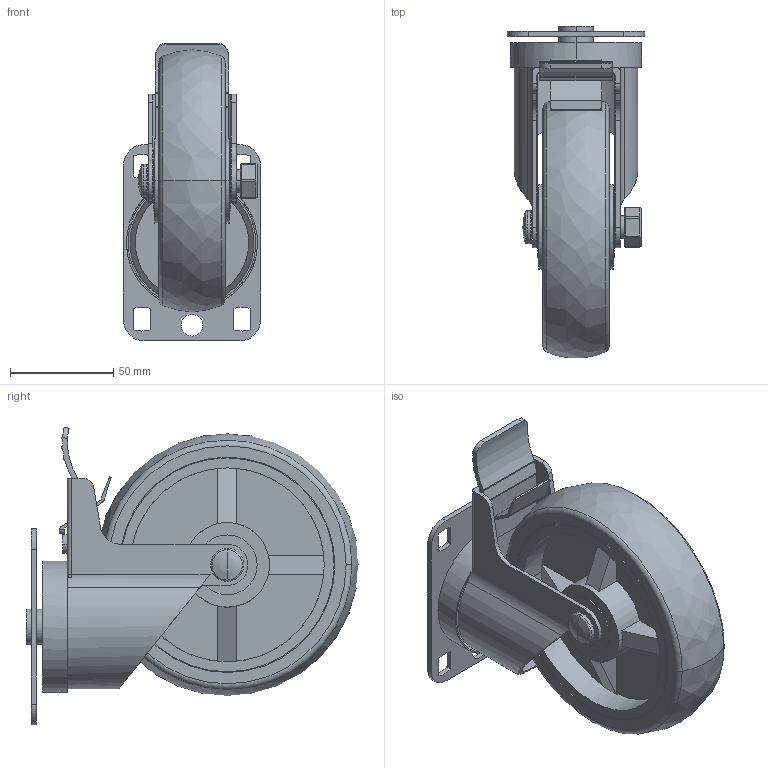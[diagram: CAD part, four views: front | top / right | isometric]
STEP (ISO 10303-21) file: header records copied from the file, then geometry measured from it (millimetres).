
FILE_DESCRIPTION(/* description */ (''),/* implementation_level */ '2;1');
FILE_NAME(/* name */ '31D-SPD5-1.stp',/* time_stamp */ '2022-07-21T10:14:05-04:00',/* author */ ('aorselli'),/* organization */ (''),/* preprocessor_version */ 'ST-DEVELOPER v18.1',/* originating_system */ 'AutoCAD Mechanical',/* authorisation */ '');
FILE_SCHEMA (('AUTOMOTIVE_DESIGN { 1 0 10303 214 3 1 1 }'));
Length unit declared in the file: millimetre
Products named in the file (1): 31D-SPD5-1
Bounding box: 66.5 x 160.87 x 144.18 mm (x, y, z)
Volume: 300479.1 mm3; surface area: 110143.7 mm2
Topology: 4 solids, 4 shells, 276 faces, 721 edges, 465 vertices
Faces by surface type: plane 127, cylinder 115, torus 16, cone 14, sphere 2, bspline 2
Entity records: 8686 total; most frequent: DIRECTION 1577, CARTESIAN_POINT 1577, ORIENTED_EDGE 1438, EDGE_CURVE 719, AXIS2_PLACEMENT_3D 597, VERTEX_POINT 465, LINE 383, VECTOR 383
